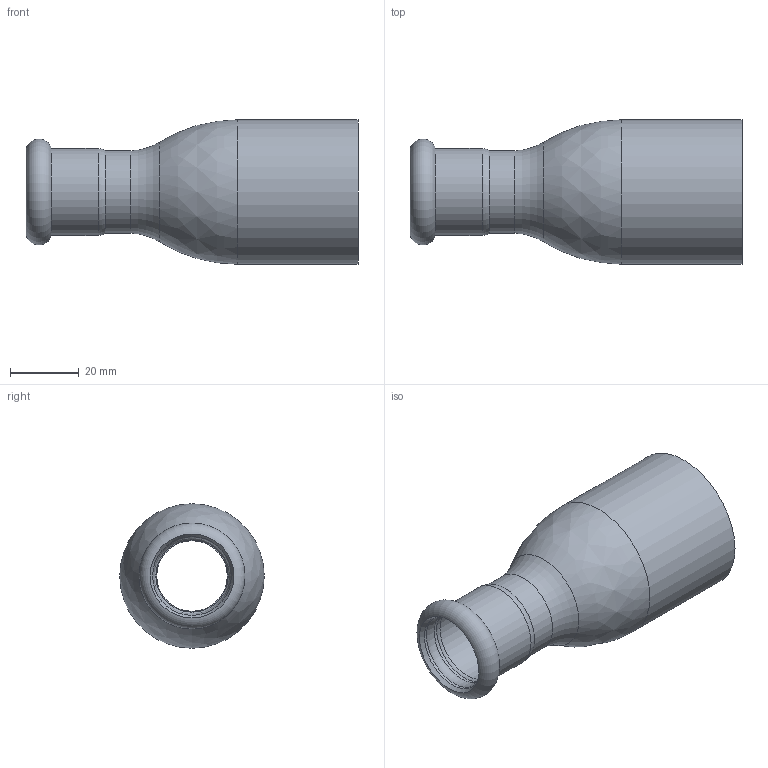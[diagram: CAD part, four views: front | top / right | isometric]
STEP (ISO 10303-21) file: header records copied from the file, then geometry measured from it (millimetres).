
FILE_DESCRIPTION(/* description */ (''),/* implementation_level */ '2;1');
FILE_NAME(/* name */ '391042022_Steelpres.stp',/* time_stamp */ '2022-10-21T16:52:56+02:00',/* author */ ('Vault'),/* organization */ ('Raccorderie metalliche s.p.a. '),/* preprocessor_version */ 'ST-DEVELOPER v18.1',/* originating_system */ 'Autodesk Inventor 2020',/* authorisation */ 'Raccorderie metalliche s.p.a. ');
FILE_SCHEMA (('AUTOMOTIVE_DESIGN { 1 0 10303 214 3 1 1 }'));
Length unit declared in the file: millimetre
Products named in the file (1): 391042022_Steelpres
Bounding box: 96.5 x 42 x 42 mm (x, y, z)
Volume: 16962.5 mm3; surface area: 20725.4 mm2
Topology: 1 solids, 1 shells, 20 faces, 67 edges, 49 vertices
Faces by surface type: cylinder 8, torus 7, plane 2, bspline 2, cone 1
Full cylindrical faces by diameter (mm): 21 x1, 22.3 x1, 22.9 x2, 24 x1, 25.3 x1, 38.9 x1, 42 x1
Entity records: 882 total; most frequent: CARTESIAN_POINT 189, DIRECTION 163, ORIENTED_EDGE 134, AXIS2_PLACEMENT_3D 77, EDGE_CURVE 67, CIRCLE 58, VERTEX_POINT 49, EDGE_LOOP 22
